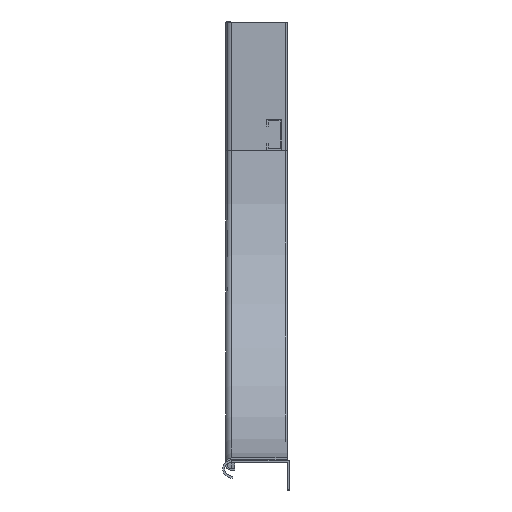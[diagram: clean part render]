
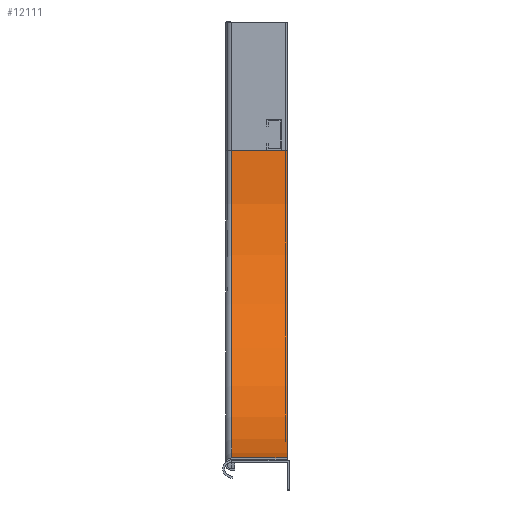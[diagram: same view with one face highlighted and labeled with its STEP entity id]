
A CAD part, left-side view. The second image highlights one B-rep face of the part: STEP entity #12111.
In plain terms, the highlighted cylindrical face has radius 300 mm (diameter 600 mm), a partial arc.
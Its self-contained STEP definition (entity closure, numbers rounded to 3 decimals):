
#137 = DIRECTION ( 'NONE',  ( 0., -1., 0. ) ) ;
#1376 = CARTESIAN_POINT ( 'NONE',  ( 0., 0., -125. ) ) ;
#1445 = CARTESIAN_POINT ( 'NONE',  ( 300., 54., -125. ) ) ;
#1621 = LINE ( 'NONE', #11127, #2216 ) ;
#1625 = LINE ( 'NONE', #11633, #9723 ) ;
#1674 = DIRECTION ( 'NONE',  ( 0., 1., 0. ) ) ;
#1768 = CIRCLE ( 'NONE', #2135, 300. ) ;
#1976 = CARTESIAN_POINT ( 'NONE',  ( 300., 0., -125. ) ) ;
#2072 = EDGE_CURVE ( 'NONE', #3754, #5194, #1621, .T. ) ;
#2135 = AXIS2_PLACEMENT_3D ( 'NONE', #1445, #7978, #2403 ) ;
#2216 = VECTOR ( 'NONE', #1674, 1000. ) ;
#2337 = CARTESIAN_POINT ( 'NONE',  ( 300., 54., -425. ) ) ;
#2403 = DIRECTION ( 'NONE',  ( 0., 0., -1. ) ) ;
#2938 = EDGE_CURVE ( 'NONE', #3754, #10209, #8264, .T. ) ;
#3754 = VERTEX_POINT ( 'NONE', #1376 ) ;
#4287 = AXIS2_PLACEMENT_3D ( 'NONE', #4645, #4742, #4617 ) ;
#4617 = DIRECTION ( 'NONE',  ( 1., 0., 0. ) ) ;
#4645 = CARTESIAN_POINT ( 'NONE',  ( 300., 0., -125. ) ) ;
#4742 = DIRECTION ( 'NONE',  ( 0., -1., 0. ) ) ;
#5194 = VERTEX_POINT ( 'NONE', #6190 ) ;
#5243 = ORIENTED_EDGE ( 'NONE', *, *, #2072, .F. ) ;
#5679 = DIRECTION ( 'NONE',  ( 0., 0., -1. ) ) ;
#5799 = EDGE_CURVE ( 'NONE', #5194, #10018, #1768, .T. ) ;
#5890 = DIRECTION ( 'NONE',  ( 0., 1., 0. ) ) ;
#6190 = CARTESIAN_POINT ( 'NONE',  ( 0., 54., -125. ) ) ;
#7105 = AXIS2_PLACEMENT_3D ( 'NONE', #1976, #137, #5679 ) ;
#7445 = ORIENTED_EDGE ( 'NONE', *, *, #2938, .T. ) ;
#7512 = ORIENTED_EDGE ( 'NONE', *, *, #5799, .F. ) ;
#7978 = DIRECTION ( 'NONE',  ( 0., -1., 0. ) ) ;
#8264 = CIRCLE ( 'NONE', #4287, 300. ) ;
#8932 = ORIENTED_EDGE ( 'NONE', *, *, #9881, .T. ) ;
#9171 = CARTESIAN_POINT ( 'NONE',  ( 300., 0., -425. ) ) ;
#9723 = VECTOR ( 'NONE', #5890, 1000. ) ;
#9881 = EDGE_CURVE ( 'NONE', #10209, #10018, #1625, .T. ) ;
#9964 = EDGE_LOOP ( 'NONE', ( #5243, #7445, #8932, #7512 ) ) ;
#10018 = VERTEX_POINT ( 'NONE', #2337 ) ;
#10209 = VERTEX_POINT ( 'NONE', #9171 ) ;
#10403 = FACE_OUTER_BOUND ( 'NONE', #9964, .T. ) ;
#11127 = CARTESIAN_POINT ( 'NONE',  ( 0., 2.5, -125. ) ) ;
#11159 = CYLINDRICAL_SURFACE ( 'NONE', #7105, 300. ) ;
#11633 = CARTESIAN_POINT ( 'NONE',  ( 300., 2.5, -425. ) ) ;
#12111 = ADVANCED_FACE ( 'NONE', ( #10403 ), #11159, .F. ) ;
